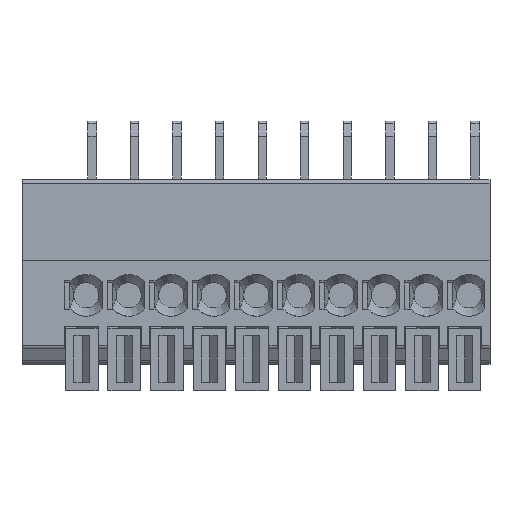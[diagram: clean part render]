
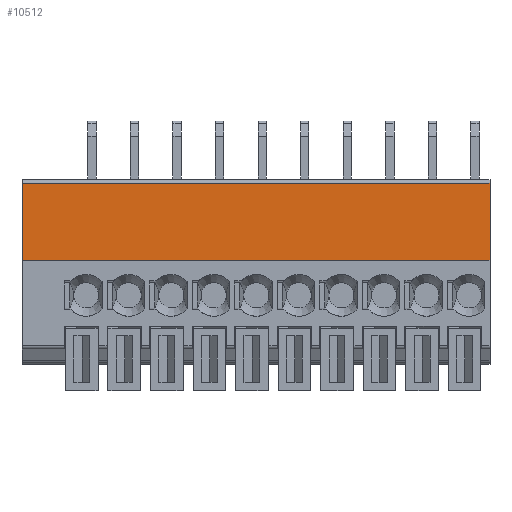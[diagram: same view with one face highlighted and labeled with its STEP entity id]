
A CAD part, left-side view. The second image highlights one B-rep face of the part: STEP entity #10512.
In plain terms, the highlighted planar face has unit normal (-1, 0, 0).
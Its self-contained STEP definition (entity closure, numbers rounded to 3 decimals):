
#366=DIRECTION('',(0.,1.,0.));
#367=VECTOR('',#366,27.94);
#368=CARTESIAN_POINT('',(-13.5,-22.86,-4.8));
#369=LINE('',#368,#367);
#370=DIRECTION('',(0.,1.,0.));
#371=VECTOR('',#370,27.94);
#372=CARTESIAN_POINT('',(-13.5,-22.86,-0.2));
#373=LINE('',#372,#371);
#2329=DIRECTION('',(0.,0.,1.));
#2330=VECTOR('',#2329,4.6);
#2331=CARTESIAN_POINT('',(-13.5,-22.86,-4.8));
#2332=LINE('',#2331,#2330);
#3153=DIRECTION('',(0.,0.,1.));
#3154=VECTOR('',#3153,4.6);
#3155=CARTESIAN_POINT('',(-13.5,5.08,-4.8));
#3156=LINE('',#3155,#3154);
#8153=CARTESIAN_POINT('',(-13.5,5.08,-4.8));
#8154=VERTEX_POINT('',#8153);
#8155=CARTESIAN_POINT('',(-13.5,5.08,-0.2));
#8156=VERTEX_POINT('',#8155);
#9692=CARTESIAN_POINT('',(-13.5,-22.86,-4.8));
#9694=VERTEX_POINT('',#9692);
#9695=CARTESIAN_POINT('',(-13.5,-22.86,-0.2));
#9696=VERTEX_POINT('',#9695);
#10498=CARTESIAN_POINT('',(-13.5,0.,-4.8));
#10499=DIRECTION('',(-1.,0.,0.));
#10500=DIRECTION('',(0.,0.,1.));
#10501=AXIS2_PLACEMENT_3D('',#10498,#10499,#10500);
#10502=PLANE('',#10501);
#10504=ORIENTED_EDGE('',*,*,#10503,.F.);
#10506=ORIENTED_EDGE('',*,*,#10505,.F.);
#10507=ORIENTED_EDGE('',*,*,#10488,.T.);
#10509=ORIENTED_EDGE('',*,*,#10508,.T.);
#10510=EDGE_LOOP('',(#10504,#10506,#10507,#10509));
#10511=FACE_OUTER_BOUND('',#10510,.F.);
#10488=EDGE_CURVE('',#9694,#8154,#369,.T.);
#10503=EDGE_CURVE('',#9696,#8156,#373,.T.);
#10505=EDGE_CURVE('',#9694,#9696,#2332,.T.);
#10508=EDGE_CURVE('',#8154,#8156,#3156,.T.);
#10512=ADVANCED_FACE('',(#10511),#10502,.T.);
